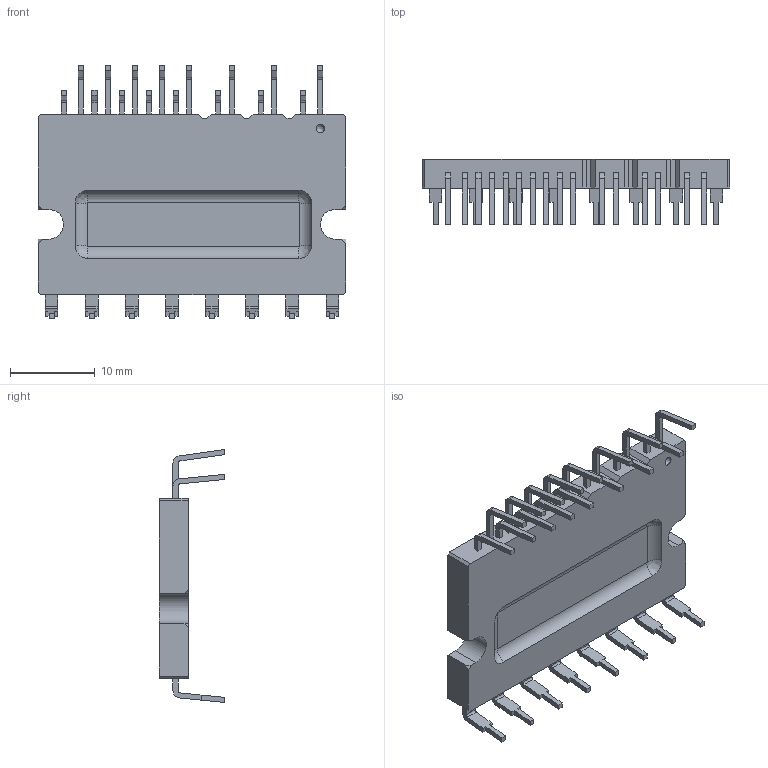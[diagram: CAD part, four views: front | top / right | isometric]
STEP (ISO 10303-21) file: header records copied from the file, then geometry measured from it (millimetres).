
FILE_DESCRIPTION (( 'STEP AP214' ), '1' );
FILE_NAME ('F150B95E-8B83-4BD4-B69B-2EE15B99DFD9.STEP', '2023-12-16T14:51:15', ( '' ), ( '' ), 'SwSTEP 2.0', 'SolidWorks 2022', '' );
FILE_SCHEMA (( 'AUTOMOTIVE_DESIGN' ));
Length unit declared in the file: millimetre
Products named in the file (1): F150B95E-8B83-4BD4-B69B-2EE15B99DFD9
Bounding box: 36.3 x 7.7 x 29.83 mm (x, y, z)
Volume: 2459.1 mm3; surface area: 2518.1 mm2
Topology: 1 solids, 1 shells, 292 faces, 796 edges, 530 vertices
Faces by surface type: plane 233, cylinder 54, bspline 5
Entity records: 12449 total; most frequent: CARTESIAN_POINT 1726, ORIENTED_EDGE 1588, DIRECTION 1476, EDGE_CURVE 794, VECTOR 676, LINE 676, VERTEX_POINT 530, AXIS2_PLACEMENT_3D 400
